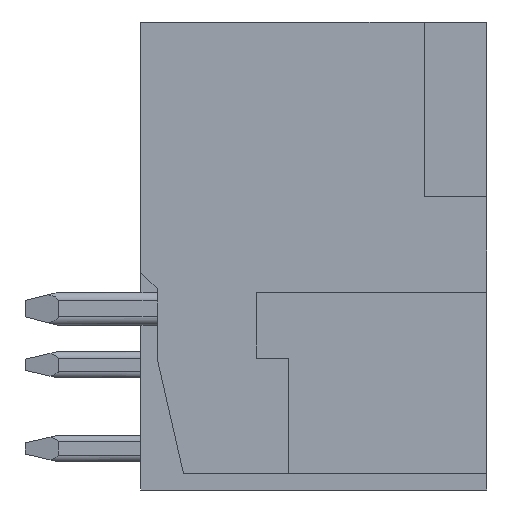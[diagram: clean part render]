
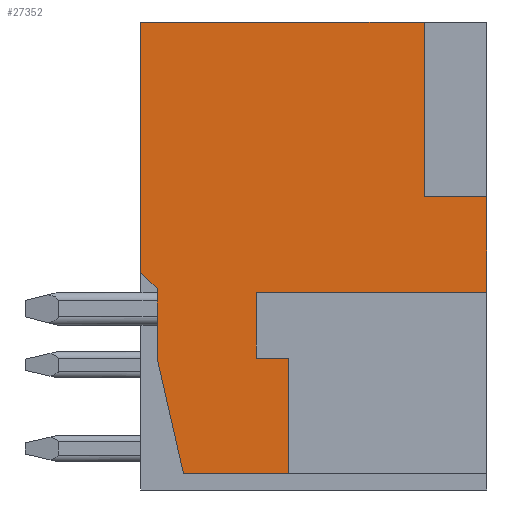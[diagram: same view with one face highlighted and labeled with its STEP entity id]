
A CAD part, front view. The second image highlights one B-rep face of the part: STEP entity #27352.
In plain terms, the highlighted planar face has unit normal (0, -1, 0).
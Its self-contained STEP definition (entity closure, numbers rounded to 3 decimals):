
#117=DIRECTION('',(1.,0.,0.));
#118=VECTOR('',#117,7.);
#119=CARTESIAN_POINT('',(-1.75,-55.85,-1.1));
#120=LINE('',#119,#118);
#578=DIRECTION('',(0.223,0.,-0.975));
#579=VECTOR('',#578,3.59);
#580=CARTESIAN_POINT('',(-4.75,-55.85,-3.1));
#581=LINE('',#580,#579);
#582=DIRECTION('',(0.,0.,1.));
#583=VECTOR('',#582,2.1);
#584=CARTESIAN_POINT('',(-4.75,-55.85,-3.1));
#585=LINE('',#584,#583);
#586=DIRECTION('',(0.707,0.,-0.707));
#587=VECTOR('',#586,0.707);
#588=CARTESIAN_POINT('',(-5.25,-55.85,-0.5));
#589=LINE('',#588,#587);
#590=DIRECTION('',(0.,0.,-1.));
#591=VECTOR('',#590,7.6);
#592=CARTESIAN_POINT('',(-5.25,-55.85,7.1));
#593=LINE('',#592,#591);
#594=DIRECTION('',(-1.,0.,0.));
#595=VECTOR('',#594,8.6);
#596=CARTESIAN_POINT('',(3.35,-55.85,7.1));
#597=LINE('',#596,#595);
#598=DIRECTION('',(0.,0.,-1.));
#599=VECTOR('',#598,5.3);
#600=CARTESIAN_POINT('',(3.35,-55.85,7.1));
#601=LINE('',#600,#599);
#602=DIRECTION('',(-1.,0.,0.));
#603=VECTOR('',#602,1.9);
#604=CARTESIAN_POINT('',(5.25,-55.85,1.8));
#605=LINE('',#604,#603);
#606=DIRECTION('',(0.,0.,1.));
#607=VECTOR('',#606,2.9);
#608=CARTESIAN_POINT('',(5.25,-55.85,-1.1));
#609=LINE('',#608,#607);
#610=DIRECTION('',(0.,0.,-1.));
#611=VECTOR('',#610,2.);
#612=CARTESIAN_POINT('',(-1.75,-55.85,-1.1));
#613=LINE('',#612,#611);
#614=DIRECTION('',(1.,0.,0.));
#615=VECTOR('',#614,1.);
#616=CARTESIAN_POINT('',(-1.75,-55.85,-3.1));
#617=LINE('',#616,#615);
#618=DIRECTION('',(0.,0.,1.));
#619=VECTOR('',#618,3.5);
#620=CARTESIAN_POINT('',(-0.75,-55.85,-6.6));
#621=LINE('',#620,#619);
#622=DIRECTION('',(1.,0.,0.));
#623=VECTOR('',#622,3.2);
#624=CARTESIAN_POINT('',(-3.95,-55.85,-6.6));
#625=LINE('',#624,#623);
#21203=CARTESIAN_POINT('',(-5.25,-55.85,7.1));
#21205=VERTEX_POINT('',#21203);
#21233=CARTESIAN_POINT('',(3.35,-55.85,7.1));
#21234=VERTEX_POINT('',#21233);
#21235=CARTESIAN_POINT('',(5.25,-55.85,1.8));
#21237=VERTEX_POINT('',#21235);
#21245=CARTESIAN_POINT('',(3.35,-55.85,1.8));
#21246=VERTEX_POINT('',#21245);
#21285=CARTESIAN_POINT('',(5.25,-55.85,-1.1));
#21286=VERTEX_POINT('',#21285);
#21291=CARTESIAN_POINT('',(-1.75,-55.85,-3.1));
#21292=CARTESIAN_POINT('',(-0.75,-55.85,-3.1));
#21293=VERTEX_POINT('',#21291);
#21294=VERTEX_POINT('',#21292);
#21297=CARTESIAN_POINT('',(-0.75,-55.85,-6.6));
#21298=VERTEX_POINT('',#21297);
#21299=CARTESIAN_POINT('',(-1.75,-55.85,-1.1));
#21300=VERTEX_POINT('',#21299);
#21303=CARTESIAN_POINT('',(-5.25,-55.85,-0.5));
#21304=CARTESIAN_POINT('',(-4.75,-55.85,-1.));
#21305=VERTEX_POINT('',#21303);
#21306=VERTEX_POINT('',#21304);
#21319=CARTESIAN_POINT('',(-4.75,-55.85,-3.1));
#21320=CARTESIAN_POINT('',(-3.95,-55.85,-6.6));
#21321=VERTEX_POINT('',#21319);
#21322=VERTEX_POINT('',#21320);
#27324=CARTESIAN_POINT('',(0.,-55.85,0.));
#27325=DIRECTION('',(0.,-1.,0.));
#27326=DIRECTION('',(1.,0.,0.));
#27327=AXIS2_PLACEMENT_3D('',#27324,#27325,#27326);
#27328=PLANE('',#27327);
#27329=ORIENTED_EDGE('',*,*,#27315,.F.);
#27330=ORIENTED_EDGE('',*,*,#27255,.T.);
#27332=ORIENTED_EDGE('',*,*,#27331,.F.);
#27334=ORIENTED_EDGE('',*,*,#27333,.F.);
#27336=ORIENTED_EDGE('',*,*,#27335,.F.);
#27338=ORIENTED_EDGE('',*,*,#27337,.T.);
#27340=ORIENTED_EDGE('',*,*,#27339,.F.);
#27342=ORIENTED_EDGE('',*,*,#27341,.F.);
#27343=ORIENTED_EDGE('',*,*,#26756,.F.);
#27344=ORIENTED_EDGE('',*,*,#26814,.T.);
#27346=ORIENTED_EDGE('',*,*,#27345,.T.);
#27348=ORIENTED_EDGE('',*,*,#27347,.F.);
#27349=ORIENTED_EDGE('',*,*,#26937,.F.);
#27350=EDGE_LOOP('',(#27329,#27330,#27332,#27334,#27336,#27338,#27340,#27342,
#27343,#27344,#27346,#27348,#27349));
#27351=FACE_OUTER_BOUND('',#27350,.F.);
#27352=ADVANCED_FACE('',(#27351),#27328,.T.);
#26756=EDGE_CURVE('',#21300,#21286,#120,.T.);
#26814=EDGE_CURVE('',#21300,#21293,#613,.T.);
#26937=EDGE_CURVE('',#21322,#21298,#625,.T.);
#27255=EDGE_CURVE('',#21321,#21306,#585,.T.);
#27315=EDGE_CURVE('',#21321,#21322,#581,.T.);
#27331=EDGE_CURVE('',#21305,#21306,#589,.T.);
#27333=EDGE_CURVE('',#21205,#21305,#593,.T.);
#27335=EDGE_CURVE('',#21234,#21205,#597,.T.);
#27337=EDGE_CURVE('',#21234,#21246,#601,.T.);
#27339=EDGE_CURVE('',#21237,#21246,#605,.T.);
#27341=EDGE_CURVE('',#21286,#21237,#609,.T.);
#27345=EDGE_CURVE('',#21293,#21294,#617,.T.);
#27347=EDGE_CURVE('',#21298,#21294,#621,.T.);
